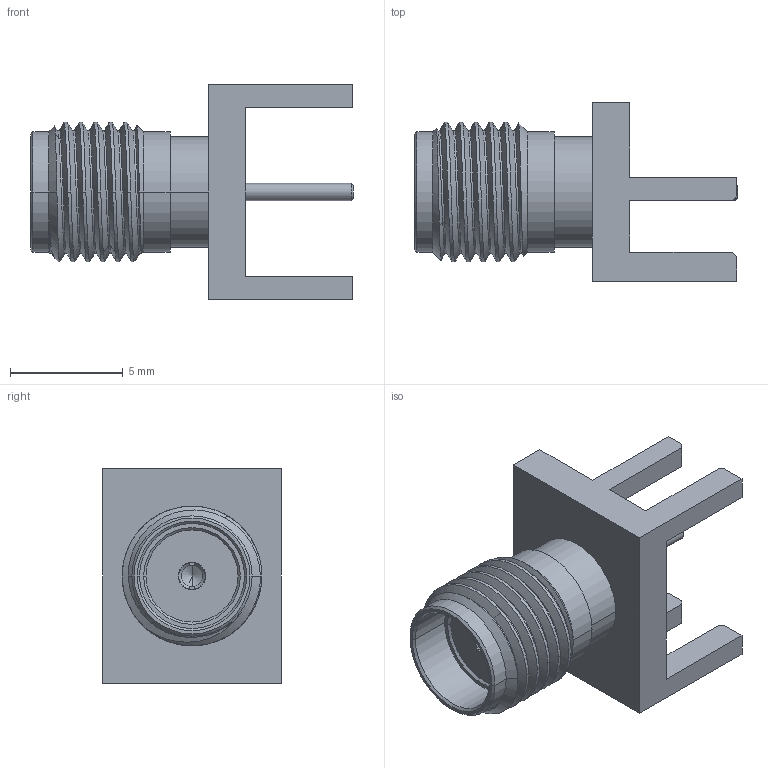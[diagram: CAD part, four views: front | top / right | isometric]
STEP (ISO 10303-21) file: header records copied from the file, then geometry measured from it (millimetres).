
FILE_DESCRIPTION((''),'2;1');
FILE_NAME('132255-11_SW0001','2019-11-27T',('karthik'),(''),'CREO PARAMETRIC BY PTC INC, 2018360','CREO PARAMETRIC BY PTC INC, 2018360','');
FILE_SCHEMA(('CONFIG_CONTROL_DESIGN'));
Length unit declared in the file: millimetre
Products named in the file (1): 132255-11_SW0001
Bounding box: 14.3 x 7.92 x 9.52 mm (x, y, z)
Volume: 299.4 mm3; surface area: 530 mm2
Topology: 1 solids, 1 shells, 86 faces, 221 edges, 141 vertices
Faces by surface type: plane 37, cylinder 24, cone 16, bspline 9
Entity records: 5013 total; most frequent: CARTESIAN_POINT 2957, ORIENTED_EDGE 438, DIRECTION 383, EDGE_CURVE 219, VERTEX_POINT 141, AXIS2_PLACEMENT_3D 129, VECTOR 125, LINE 125
